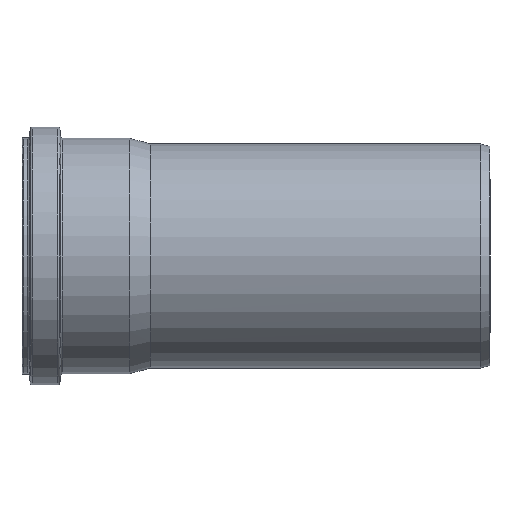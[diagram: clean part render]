
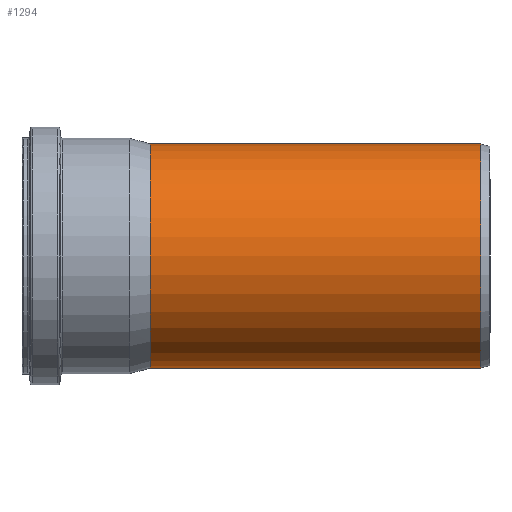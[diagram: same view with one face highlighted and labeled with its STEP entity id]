
A CAD part, left-side view. The second image highlights one B-rep face of the part: STEP entity #1294.
In plain terms, the highlighted cylindrical face has radius 55.1 mm (diameter 110.2 mm), a full revolution.
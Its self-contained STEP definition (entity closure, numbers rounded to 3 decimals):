
#19=B_SPLINE_CURVE_WITH_KNOTS('',3,(#2580,#2581,#2582,#2583,#2584,#2585,
#2586,#2587,#2588,#2589,#2590,#2591,#2592,#2593,#2594,#2595,#2596,#2597,
#2598,#2599,#2600,#2601),.UNSPECIFIED.,.F.,.F.,(4,3,3,3,3,3,3,4),(22.32,
22.387,23.58,24.773,25.966,28.351,
29.544,30.737),.UNSPECIFIED.);
#22=B_SPLINE_CURVE_WITH_KNOTS('',3,(#2642,#2643,#2644,#2645,#2646,#2647,
#2648,#2649,#2650,#2651),.UNSPECIFIED.,.F.,.F.,(4,1,1,1,1,1,1,4),(-2.663,
-1.47,-0.874,-0.277,0.915,
2.108,3.699,4.569),.UNSPECIFIED.);
#23=B_SPLINE_CURVE_WITH_KNOTS('',3,(#2653,#2654,#2655,#2656,#2657,#2658,
#2659,#2660,#2661,#2662,#2663,#2664,#2665,#2666,#2667,#2668,#2669,#2670),
 .UNSPECIFIED.,.F.,.F.,(4,1,1,1,1,1,1,1,1,1,1,1,1,1,1,4),(4.569,
5.289,6.88,8.47,9.265,9.663,
10.061,10.856,11.651,13.242,14.832,
16.423,18.013,18.808,19.604,20.219),
 .UNSPECIFIED.);
#66=LINE('',#2877,#97);
#97=VECTOR('',#1978,55.1);
#118=CYLINDRICAL_SURFACE('',#1525,55.1);
#179=FACE_OUTER_BOUND('',#240,.T.);
#240=EDGE_LOOP('',(#1159,#1160,#1161,#1162,#1163,#1164,#1165,#1166));
#400=CIRCLE('',#1514,55.1);
#410=CIRCLE('',#1526,55.1);
#411=CIRCLE('',#1527,55.1);
#551=VERTEX_POINT('',#2563);
#553=VERTEX_POINT('',#2579);
#556=VERTEX_POINT('',#2641);
#557=VERTEX_POINT('',#2652);
#569=VERTEX_POINT('',#2876);
#570=VERTEX_POINT('',#2878);
#750=EDGE_CURVE('',#551,#553,#19,.T.);
#754=EDGE_CURVE('',#553,#556,#22,.T.);
#755=EDGE_CURVE('',#556,#557,#23,.T.);
#758=EDGE_CURVE('',#557,#551,#400,.T.);
#774=EDGE_CURVE('',#556,#569,#66,.T.);
#775=EDGE_CURVE('',#569,#570,#410,.T.);
#776=EDGE_CURVE('',#570,#569,#411,.T.);
#1159=ORIENTED_EDGE('',*,*,#750,.F.);
#1160=ORIENTED_EDGE('',*,*,#758,.F.);
#1161=ORIENTED_EDGE('',*,*,#755,.F.);
#1162=ORIENTED_EDGE('',*,*,#774,.T.);
#1163=ORIENTED_EDGE('',*,*,#775,.T.);
#1164=ORIENTED_EDGE('',*,*,#776,.T.);
#1165=ORIENTED_EDGE('',*,*,#774,.F.);
#1166=ORIENTED_EDGE('',*,*,#754,.F.);
#1294=ADVANCED_FACE('',(#179),#118,.T.);
#1514=AXIS2_PLACEMENT_3D('',#2685,#1952,#1953);
#1525=AXIS2_PLACEMENT_3D('',#2875,#1976,#1977);
#1526=AXIS2_PLACEMENT_3D('',#2879,#1979,#1980);
#1527=AXIS2_PLACEMENT_3D('',#2880,#1981,#1982);
#1952=DIRECTION('center_axis',(0.,1.,0.));
#1953=DIRECTION('ref_axis',(1.,0.,0.));
#1976=DIRECTION('center_axis',(0.,1.,0.));
#1977=DIRECTION('ref_axis',(-1.,0.,0.));
#1978=DIRECTION('',(0.,-1.,0.));
#1979=DIRECTION('center_axis',(0.,1.,0.));
#1980=DIRECTION('ref_axis',(1.,0.,0.));
#1981=DIRECTION('center_axis',(0.,1.,0.));
#1982=DIRECTION('ref_axis',(1.,0.,0.));
#2563=CARTESIAN_POINT('',(54.154,166.921,10.168));
#2579=CARTESIAN_POINT('',(31.287,99.246,45.355));
#2580=CARTESIAN_POINT('Ctrl Pts',(54.153,166.921,10.17));
#2581=CARTESIAN_POINT('Ctrl Pts',(54.115,166.854,10.378));
#2582=CARTESIAN_POINT('Ctrl Pts',(54.075,166.784,10.585));
#2583=CARTESIAN_POINT('Ctrl Pts',(54.034,166.713,10.791));
#2584=CARTESIAN_POINT('Ctrl Pts',(53.306,165.453,14.454));
#2585=CARTESIAN_POINT('Ctrl Pts',(52.235,163.58,17.832));
#2586=CARTESIAN_POINT('Ctrl Pts',(51.,161.327,20.855));
#2587=CARTESIAN_POINT('Ctrl Pts',(49.765,159.073,23.877));
#2588=CARTESIAN_POINT('Ctrl Pts',(48.364,156.438,26.544));
#2589=CARTESIAN_POINT('Ctrl Pts',(46.918,153.559,28.892));
#2590=CARTESIAN_POINT('Ctrl Pts',(45.472,150.681,31.24));
#2591=CARTESIAN_POINT('Ctrl Pts',(43.98,147.558,33.269));
#2592=CARTESIAN_POINT('Ctrl Pts',(42.523,144.276,35.039));
#2593=CARTESIAN_POINT('Ctrl Pts',(39.608,137.711,38.577));
#2594=CARTESIAN_POINT('Ctrl Pts',(36.828,130.511,41.075));
#2595=CARTESIAN_POINT('Ctrl Pts',(34.718,122.93,42.785));
#2596=CARTESIAN_POINT('Ctrl Pts',(33.662,119.14,43.64));
#2597=CARTESIAN_POINT('Ctrl Pts',(32.774,115.254,44.299));
#2598=CARTESIAN_POINT('Ctrl Pts',(32.158,111.29,44.743));
#2599=CARTESIAN_POINT('Ctrl Pts',(31.542,107.326,45.188));
#2600=CARTESIAN_POINT('Ctrl Pts',(31.197,103.284,45.418));
#2601=CARTESIAN_POINT('Ctrl Pts',(31.287,99.246,45.355));
#2641=CARTESIAN_POINT('',(55.1,63.268,0.));
#2642=CARTESIAN_POINT('Ctrl Pts',(31.287,99.246,45.355));
#2643=CARTESIAN_POINT('Ctrl Pts',(31.378,95.209,45.293));
#2644=CARTESIAN_POINT('Ctrl Pts',(32.195,89.14,44.755));
#2645=CARTESIAN_POINT('Ctrl Pts',(35.008,81.876,42.589));
#2646=CARTESIAN_POINT('Ctrl Pts',(38.772,75.555,39.322));
#2647=CARTESIAN_POINT('Ctrl Pts',(44.409,69.858,33.212));
#2648=CARTESIAN_POINT('Ctrl Pts',(50.894,65.446,22.511));
#2649=CARTESIAN_POINT('Ctrl Pts',(54.471,63.59,10.982));
#2650=CARTESIAN_POINT('Ctrl Pts',(55.099,63.267,2.87));
#2651=CARTESIAN_POINT('Ctrl Pts',(55.098,63.267,0.));
#2652=CARTESIAN_POINT('',(54.154,166.921,-10.168));
#2653=CARTESIAN_POINT('Ctrl Pts',(55.098,63.267,0.));
#2654=CARTESIAN_POINT('Ctrl Pts',(55.098,63.267,-2.373));
#2655=CARTESIAN_POINT('Ctrl Pts',(54.608,63.52,-9.989));
#2656=CARTESIAN_POINT('Ctrl Pts',(51.138,65.301,-22.419));
#2657=CARTESIAN_POINT('Ctrl Pts',(44.453,69.733,-33.128));
#2658=CARTESIAN_POINT('Ctrl Pts',(39.306,75.186,-38.695));
#2659=CARTESIAN_POINT('Ctrl Pts',(36.643,79.079,-41.176));
#2660=CARTESIAN_POINT('Ctrl Pts',(34.286,83.45,-43.173));
#2661=CARTESIAN_POINT('Ctrl Pts',(32.162,89.675,-44.756));
#2662=CARTESIAN_POINT('Ctrl Pts',(30.801,100.393,-45.683));
#2663=CARTESIAN_POINT('Ctrl Pts',(32.148,113.898,-44.792));
#2664=CARTESIAN_POINT('Ctrl Pts',(36.337,129.173,-41.593));
#2665=CARTESIAN_POINT('Ctrl Pts',(41.892,143.301,-36.154));
#2666=CARTESIAN_POINT('Ctrl Pts',(46.919,153.698,-29.337));
#2667=CARTESIAN_POINT('Ctrl Pts',(50.593,160.62,-22.137));
#2668=CARTESIAN_POINT('Ctrl Pts',(52.767,164.514,-16.281));
#2669=CARTESIAN_POINT('Ctrl Pts',(53.795,166.303,-12.072));
#2670=CARTESIAN_POINT('Ctrl Pts',(54.153,166.92,-10.168));
#2685=CARTESIAN_POINT('Origin',(0.,166.921,0.));
#2875=CARTESIAN_POINT('Origin',(0.,85.71,0.));
#2876=CARTESIAN_POINT('',(55.1,4.5,0.));
#2877=CARTESIAN_POINT('',(55.1,85.71,0.));
#2878=CARTESIAN_POINT('',(-55.1,4.5,0.));
#2879=CARTESIAN_POINT('Origin',(0.,4.5,0.));
#2880=CARTESIAN_POINT('Origin',(0.,4.5,0.));
